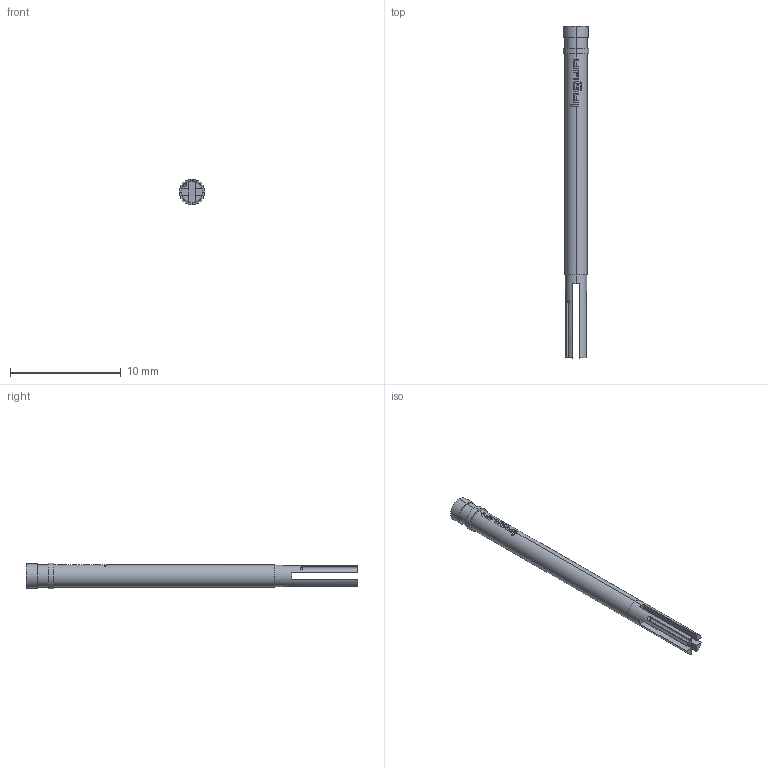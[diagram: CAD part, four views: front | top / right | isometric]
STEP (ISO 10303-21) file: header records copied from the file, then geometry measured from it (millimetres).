
FILE_DESCRIPTION (( 'STEP AP203' ), '1' );
FILE_NAME ('INGUN_KS-VF25.STEP', '2022-02-09T05:38:34', ( 'ochi' ), ( '' ), 'SwSTEP 2.0', 'SolidWorks 2018', '' );
FILE_SCHEMA (( 'CONFIG_CONTROL_DESIGN' ));
Length unit declared in the file: millimetre
Products named in the file (1): INGUN_KS-VF25
Bounding box: 2.3 x 30 x 2.3 mm (x, y, z)
Volume: 82.6 mm3; surface area: 220.3 mm2
Topology: 1 solids, 1 shells, 112 faces, 315 edges, 210 vertices
Faces by surface type: plane 58, cylinder 31, bspline 22, torus 1
Entity records: 4016 total; most frequent: CARTESIAN_POINT 1169, ORIENTED_EDGE 630, DIRECTION 519, EDGE_CURVE 315, VERTEX_POINT 210, AXIS2_PLACEMENT_3D 200, LINE 119, VECTOR 119
